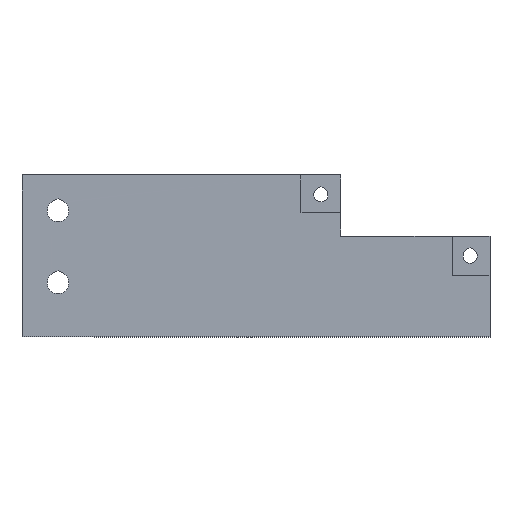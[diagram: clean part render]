
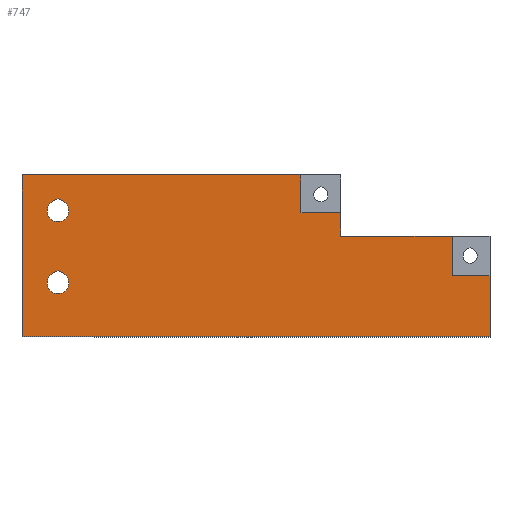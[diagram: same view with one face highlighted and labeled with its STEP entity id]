
A CAD part, top view. The second image highlights one B-rep face of the part: STEP entity #747.
In plain terms, the highlighted planar face has unit normal (0, 0, 1).
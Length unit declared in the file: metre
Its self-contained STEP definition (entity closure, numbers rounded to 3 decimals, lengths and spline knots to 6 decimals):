
#22=CIRCLE('',#803,0.003);
#23=CIRCLE('',#806,0.003);
#98=ORIENTED_EDGE('',*,*,#294,.F.);
#99=ORIENTED_EDGE('',*,*,#292,.F.);
#100=ORIENTED_EDGE('',*,*,#295,.T.);
#101=ORIENTED_EDGE('',*,*,#296,.F.);
#102=ORIENTED_EDGE('',*,*,#286,.F.);
#103=ORIENTED_EDGE('',*,*,#297,.T.);
#104=ORIENTED_EDGE('',*,*,#298,.F.);
#105=ORIENTED_EDGE('',*,*,#267,.T.);
#106=ORIENTED_EDGE('',*,*,#290,.T.);
#107=ORIENTED_EDGE('',*,*,#299,.T.);
#108=ORIENTED_EDGE('',*,*,#300,.F.);
#109=ORIENTED_EDGE('',*,*,#279,.T.);
#110=ORIENTED_EDGE('',*,*,#284,.F.);
#111=ORIENTED_EDGE('',*,*,#277,.T.);
#112=ORIENTED_EDGE('',*,*,#271,.F.);
#113=ORIENTED_EDGE('',*,*,#301,.T.);
#267=EDGE_CURVE('',#372,#371,#436,.T.);
#271=EDGE_CURVE('',#374,#375,#440,.T.);
#277=EDGE_CURVE('',#379,#375,#446,.T.);
#279=EDGE_CURVE('',#380,#381,#448,.T.);
#284=EDGE_CURVE('',#379,#381,#453,.T.);
#286=EDGE_CURVE('',#384,#385,#22,.T.);
#290=EDGE_CURVE('',#371,#387,#458,.T.);
#292=EDGE_CURVE('',#388,#389,#23,.T.);
#294=EDGE_CURVE('',#389,#390,#461,.T.);
#295=EDGE_CURVE('',#388,#390,#462,.T.);
#296=EDGE_CURVE('',#385,#391,#463,.T.);
#297=EDGE_CURVE('',#384,#391,#464,.T.);
#298=EDGE_CURVE('',#372,#392,#465,.T.);
#299=EDGE_CURVE('',#387,#393,#466,.T.);
#300=EDGE_CURVE('',#380,#393,#467,.T.);
#301=EDGE_CURVE('',#374,#392,#468,.T.);
#371=VERTEX_POINT('',#1098);
#372=VERTEX_POINT('',#1100);
#374=VERTEX_POINT('',#1106);
#375=VERTEX_POINT('',#1108);
#379=VERTEX_POINT('',#1119);
#380=VERTEX_POINT('',#1123);
#381=VERTEX_POINT('',#1124);
#384=VERTEX_POINT('',#1135);
#385=VERTEX_POINT('',#1137);
#387=VERTEX_POINT('',#1143);
#388=VERTEX_POINT('',#1147);
#389=VERTEX_POINT('',#1149);
#390=VERTEX_POINT('',#1153);
#391=VERTEX_POINT('',#1156);
#392=VERTEX_POINT('',#1159);
#393=VERTEX_POINT('',#1161);
#436=LINE('',#1099,#533);
#440=LINE('',#1107,#537);
#446=LINE('',#1118,#543);
#448=LINE('',#1122,#545);
#453=LINE('',#1132,#550);
#458=LINE('',#1144,#555);
#461=LINE('',#1152,#558);
#462=LINE('',#1154,#559);
#463=LINE('',#1155,#560);
#464=LINE('',#1157,#561);
#465=LINE('',#1158,#562);
#466=LINE('',#1160,#563);
#467=LINE('',#1162,#564);
#468=LINE('',#1163,#565);
#533=VECTOR('',#884,1.);
#537=VECTOR('',#890,1.);
#543=VECTOR('',#898,1.);
#545=VECTOR('',#902,1.);
#550=VECTOR('',#909,1.);
#555=VECTOR('',#920,1.);
#558=VECTOR('',#929,1.);
#559=VECTOR('',#930,1.);
#560=VECTOR('',#931,1.);
#561=VECTOR('',#932,1.);
#562=VECTOR('',#933,1.);
#563=VECTOR('',#934,1.);
#564=VECTOR('',#935,1.);
#565=VECTOR('',#936,1.);
#618=EDGE_LOOP('',(#98,#99,#100));
#619=EDGE_LOOP('',(#101,#102,#103));
#620=EDGE_LOOP('',(#104,#105,#106,#107,#108,#109,#110,#111,#112,#113));
#667=FACE_BOUND('',#618,.T.);
#668=FACE_BOUND('',#619,.T.);
#669=FACE_BOUND('',#620,.T.);
#708=PLANE('',#807);
#747=ADVANCED_FACE('',(#667,#668,#669),#708,.T.);
#803=AXIS2_PLACEMENT_3D('',#1136,#913,#914);
#806=AXIS2_PLACEMENT_3D('',#1148,#924,#925);
#807=AXIS2_PLACEMENT_3D('',#1151,#927,#928);
#884=DIRECTION('',(-1.,0.,0.));
#890=DIRECTION('',(0.,-1.,0.));
#898=DIRECTION('',(1.,0.,0.));
#902=DIRECTION('',(-1.,0.,0.));
#909=DIRECTION('',(0.,1.,0.));
#913=DIRECTION('',(0.,0.,1.));
#914=DIRECTION('',(1.,0.,0.));
#920=DIRECTION('',(0.,1.,0.));
#924=DIRECTION('',(0.,0.,1.));
#925=DIRECTION('',(1.,0.,0.));
#927=DIRECTION('',(0.,0.,1.));
#928=DIRECTION('',(1.,0.,0.));
#929=DIRECTION('',(-0.866,0.5,0.));
#930=DIRECTION('',(0.866,0.5,0.));
#931=DIRECTION('',(-0.866,0.5,0.));
#932=DIRECTION('',(0.866,0.5,0.));
#933=DIRECTION('',(0.,-1.,0.));
#934=DIRECTION('',(-1.,0.,0.));
#935=DIRECTION('',(0.,-1.,0.));
#936=DIRECTION('',(-1.,0.,0.));
#1098=CARTESIAN_POINT('',(-0.2815,0.113,0.024));
#1099=CARTESIAN_POINT('',(-0.26075,0.113,0.024));
#1100=CARTESIAN_POINT('',(-0.2505,0.113,0.024));
#1106=CARTESIAN_POINT('',(-0.24,0.102,0.024));
#1107=CARTESIAN_POINT('',(-0.24,0.1015,0.024));
#1108=CARTESIAN_POINT('',(-0.24,0.085,0.024));
#1118=CARTESIAN_POINT('',(-0.305,0.085,0.024));
#1119=CARTESIAN_POINT('',(-0.37,0.085,0.024));
#1122=CARTESIAN_POINT('',(-0.32575,0.13,0.024));
#1123=CARTESIAN_POINT('',(-0.2925,0.13,0.024));
#1124=CARTESIAN_POINT('',(-0.37,0.13,0.024));
#1132=CARTESIAN_POINT('',(-0.37,0.11,0.024));
#1135=CARTESIAN_POINT('',(-0.361501,0.122598,0.023999));
#1136=CARTESIAN_POINT('',(-0.36,0.12,0.024));
#1137=CARTESIAN_POINT('',(-0.3585,0.122598,0.023999));
#1143=CARTESIAN_POINT('',(-0.2815,0.1195,0.024));
#1144=CARTESIAN_POINT('',(-0.2815,0.1215,0.024));
#1147=CARTESIAN_POINT('',(-0.361501,0.102598,0.023999));
#1148=CARTESIAN_POINT('',(-0.36,0.1,0.024));
#1149=CARTESIAN_POINT('',(-0.3585,0.102598,0.023999));
#1151=CARTESIAN_POINT('',(-0.175,0.204999,0.024));
#1152=CARTESIAN_POINT('',(-0.3585,0.102598,0.024));
#1153=CARTESIAN_POINT('',(-0.36,0.103464,0.024));
#1154=CARTESIAN_POINT('',(-0.3615,0.102598,0.024));
#1155=CARTESIAN_POINT('',(-0.3585,0.122598,0.024));
#1156=CARTESIAN_POINT('',(-0.36,0.123464,0.024));
#1157=CARTESIAN_POINT('',(-0.3615,0.122598,0.024));
#1158=CARTESIAN_POINT('',(-0.2505,0.1075,0.024));
#1159=CARTESIAN_POINT('',(-0.2505,0.102,0.024));
#1160=CARTESIAN_POINT('',(-0.287,0.1195,0.024));
#1161=CARTESIAN_POINT('',(-0.2925,0.1195,0.024));
#1162=CARTESIAN_POINT('',(-0.2925,0.13,0.024));
#1163=CARTESIAN_POINT('',(-0.24,0.102,0.024));
